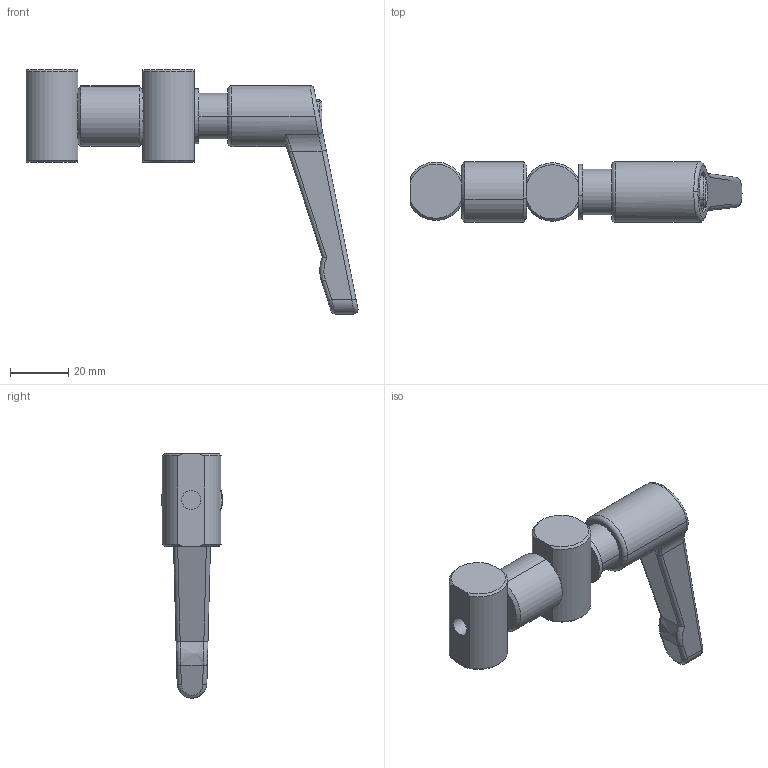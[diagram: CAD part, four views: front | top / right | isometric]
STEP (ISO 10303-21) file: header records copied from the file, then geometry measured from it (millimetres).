
FILE_DESCRIPTION(/* description */ ('Alibre Inc.'),/* implementation_level */ '2;1');
FILE_NAME(/* name */ 'export0',/* time_stamp */ '2015-05-18T12:47:52-07:00',/* author */ (''),/* organization */ (''),/* preprocessor_version */ 'ST-DEVELOPER v14',/* originating_system */ 'Alibre',/* authorisation */ '');
FILE_SCHEMA (('CONFIG_CONTROL_DESIGN'));
Length unit declared in the file: inch
Products named in the file (7): ID_1; ID_2; ID_3; ID_4; ID_5; ID_6
Bounding box: 114.1 x 20.95 x 83.96 mm (x, y, z)
Volume: 43610.9 mm3; surface area: 15565.2 mm2
Topology: 6 solids, 6 shells, 102 faces, 222 edges, 137 vertices
Faces by surface type: cylinder 35, plane 31, cone 21, bspline 13, torus 2
Full cylindrical faces by diameter (mm): 6.528 x1, 8.204 x1
Entity records: 4045 total; most frequent: CARTESIAN_POINT 1315, ORIENTED_EDGE 438, DIRECTION 384, EDGE_CURVE 219, AXIS2_PLACEMENT_3D 172, VERTEX_POINT 136, EDGE_LOOP 117, FACE_BOUND 117
